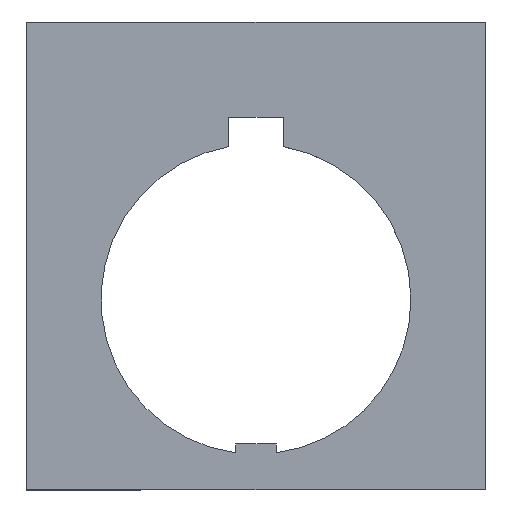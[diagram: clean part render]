
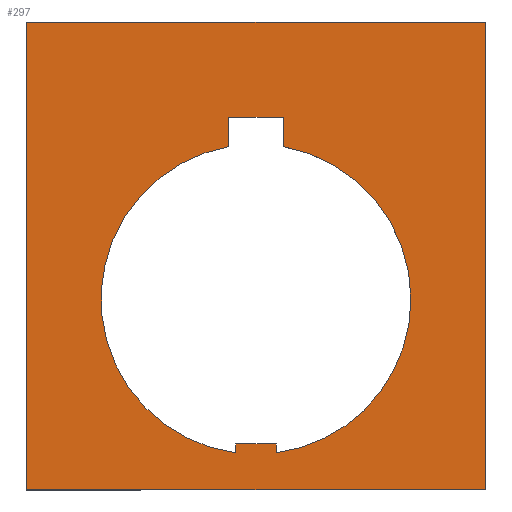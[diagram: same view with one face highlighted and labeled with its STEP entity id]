
A CAD part, top view. The second image highlights one B-rep face of the part: STEP entity #297.
In plain terms, the highlighted planar face has unit normal (0, 0, 1).
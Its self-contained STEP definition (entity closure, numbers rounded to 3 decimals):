
#7 = DIRECTION ( 'NONE',  ( 0., 0., 1. ) ) ;
#8 = DIRECTION ( 'NONE',  ( 1., 0., 0. ) ) ;
#10 = DIRECTION ( 'NONE',  ( 0., 1., 0. ) ) ;
#21 = VERTEX_POINT ( 'NONE', #299 ) ;
#23 = CARTESIAN_POINT ( 'NONE',  ( 15.15, -4.225, 0.85 ) ) ;
#35 = CARTESIAN_POINT ( 'NONE',  ( 0., 13.575, 0.85 ) ) ;
#41 = LINE ( 'NONE', #501, #344 ) ;
#45 = CARTESIAN_POINT ( 'NONE',  ( 0., 0., 0.85 ) ) ;
#51 = ORIENTED_EDGE ( 'NONE', *, *, #275, .T. ) ;
#61 = EDGE_CURVE ( 'NONE', #461, #321, #387, .T. ) ;
#65 = DIRECTION ( 'NONE',  ( -1., 0., 0. ) ) ;
#68 = DIRECTION ( 'NONE',  ( 0., 0., 1. ) ) ;
#74 = EDGE_LOOP ( 'NONE', ( #149, #85, #86, #114, #235, #223, #51, #376, #203 ) ) ;
#85 = ORIENTED_EDGE ( 'NONE', *, *, #281, .T. ) ;
#86 = ORIENTED_EDGE ( 'NONE', *, *, #410, .T. ) ;
#88 = DIRECTION ( 'NONE',  ( 1., 0., 0. ) ) ;
#90 = LINE ( 'NONE', #35, #499 ) ;
#92 = DIRECTION ( 'NONE',  ( -1., 0., 0. ) ) ;
#94 = CARTESIAN_POINT ( 'NONE',  ( 2., 0., 0.85 ) ) ;
#103 = CARTESIAN_POINT ( 'NONE',  ( -2., -18.375, 0.85 ) ) ;
#104 = AXIS2_PLACEMENT_3D ( 'NONE', #255, #134, #8 ) ;
#114 = ORIENTED_EDGE ( 'NONE', *, *, #477, .F. ) ;
#124 = DIRECTION ( 'NONE',  ( 0., 1., 0. ) ) ;
#125 = EDGE_CURVE ( 'NONE', #242, #408, #451, .T. ) ;
#126 = VECTOR ( 'NONE', #92, 1000. ) ;
#127 = VERTEX_POINT ( 'NONE', #23 ) ;
#134 = DIRECTION ( 'NONE',  ( 0., 0., 1. ) ) ;
#140 = CARTESIAN_POINT ( 'NONE',  ( -2., -19.242, 0.85 ) ) ;
#141 = LINE ( 'NONE', #423, #292 ) ;
#145 = CARTESIAN_POINT ( 'NONE',  ( 0., -18.375, 0.85 ) ) ;
#149 = ORIENTED_EDGE ( 'NONE', *, *, #254, .F. ) ;
#162 = LINE ( 'NONE', #425, #345 ) ;
#164 = VERTEX_POINT ( 'NONE', #343 ) ;
#167 = CIRCLE ( 'NONE', #395, 15.15 ) ;
#168 = AXIS2_PLACEMENT_3D ( 'NONE', #309, #68, #308 ) ;
#169 = EDGE_CURVE ( 'NONE', #164, #442, #162, .T. ) ;
#176 = DIRECTION ( 'NONE',  ( 0., 1., 0. ) ) ;
#178 = DIRECTION ( 'NONE',  ( 0., 0., 1. ) ) ;
#203 = ORIENTED_EDGE ( 'NONE', *, *, #349, .F. ) ;
#210 = EDGE_CURVE ( 'NONE', #363, #434, #301, .T. ) ;
#215 = VERTEX_POINT ( 'NONE', #350 ) ;
#223 = ORIENTED_EDGE ( 'NONE', *, *, #348, .T. ) ;
#226 = CARTESIAN_POINT ( 'NONE',  ( -22.4, 22.875, 0.85 ) ) ;
#231 = ORIENTED_EDGE ( 'NONE', *, *, #61, .T. ) ;
#235 = ORIENTED_EDGE ( 'NONE', *, *, #125, .F. ) ;
#236 = CARTESIAN_POINT ( 'NONE',  ( -22.4, -22.875, 0.85 ) ) ;
#242 = VERTEX_POINT ( 'NONE', #383 ) ;
#246 = CARTESIAN_POINT ( 'NONE',  ( 22.4, 22.875, 0.85 ) ) ;
#251 = CARTESIAN_POINT ( 'NONE',  ( -2.65, 0., 0.85 ) ) ;
#254 = EDGE_CURVE ( 'NONE', #481, #127, #508, .T. ) ;
#255 = CARTESIAN_POINT ( 'NONE',  ( 0., -4.225, 0.85 ) ) ;
#256 = CARTESIAN_POINT ( 'NONE',  ( 0., -4.225, 0.85 ) ) ;
#271 = VECTOR ( 'NONE', #10, 1000. ) ;
#275 = EDGE_CURVE ( 'NONE', #21, #442, #90, .T. ) ;
#277 = VECTOR ( 'NONE', #176, 1000. ) ;
#281 = EDGE_CURVE ( 'NONE', #481, #215, #325, .T. ) ;
#292 = VECTOR ( 'NONE', #314, 1000. ) ;
#293 = LINE ( 'NONE', #145, #419 ) ;
#294 = ORIENTED_EDGE ( 'NONE', *, *, #210, .F. ) ;
#297 = ADVANCED_FACE ( 'NONE', ( #465, #357 ), #327, .T. ) ;
#299 = CARTESIAN_POINT ( 'NONE',  ( -2.65, 13.575, 0.85 ) ) ;
#301 = LINE ( 'NONE', #236, #362 ) ;
#307 = ORIENTED_EDGE ( 'NONE', *, *, #440, .F. ) ;
#308 = DIRECTION ( 'NONE',  ( 1., 0., 0. ) ) ;
#309 = CARTESIAN_POINT ( 'NONE',  ( 0., -4.225, 0.85 ) ) ;
#314 = DIRECTION ( 'NONE',  ( 0., 1., 0. ) ) ;
#320 = VECTOR ( 'NONE', #379, 1000. ) ;
#321 = VERTEX_POINT ( 'NONE', #246 ) ;
#324 = CARTESIAN_POINT ( 'NONE',  ( 22.4, 22.875, 0.85 ) ) ;
#325 = LINE ( 'NONE', #94, #277 ) ;
#327 = PLANE ( 'NONE',  #404 ) ;
#343 = CARTESIAN_POINT ( 'NONE',  ( 2.65, 10.691, 0.85 ) ) ;
#344 = VECTOR ( 'NONE', #415, 1000. ) ;
#345 = VECTOR ( 'NONE', #378, 1000. ) ;
#348 = EDGE_CURVE ( 'NONE', #242, #21, #351, .T. ) ;
#349 = EDGE_CURVE ( 'NONE', #127, #164, #167, .T. ) ;
#350 = CARTESIAN_POINT ( 'NONE',  ( 2., -18.375, 0.85 ) ) ;
#351 = LINE ( 'NONE', #251, #271 ) ;
#357 = FACE_OUTER_BOUND ( 'NONE', #485, .T. ) ;
#362 = VECTOR ( 'NONE', #124, 1000. ) ;
#363 = VERTEX_POINT ( 'NONE', #490 ) ;
#364 = EDGE_CURVE ( 'NONE', #321, #434, #405, .T. ) ;
#376 = ORIENTED_EDGE ( 'NONE', *, *, #169, .F. ) ;
#378 = DIRECTION ( 'NONE',  ( 0., 1., 0. ) ) ;
#379 = DIRECTION ( 'NONE',  ( 0., 1., 0. ) ) ;
#383 = CARTESIAN_POINT ( 'NONE',  ( -2.65, 10.691, 0.85 ) ) ;
#387 = LINE ( 'NONE', #463, #320 ) ;
#393 = VERTEX_POINT ( 'NONE', #103 ) ;
#395 = AXIS2_PLACEMENT_3D ( 'NONE', #256, #7, #88 ) ;
#396 = DIRECTION ( 'NONE',  ( 1., 0., 0. ) ) ;
#401 = DIRECTION ( 'NONE',  ( 1., 0., 0. ) ) ;
#404 = AXIS2_PLACEMENT_3D ( 'NONE', #45, #178, #401 ) ;
#405 = LINE ( 'NONE', #324, #126 ) ;
#408 = VERTEX_POINT ( 'NONE', #140 ) ;
#410 = EDGE_CURVE ( 'NONE', #215, #393, #293, .T. ) ;
#415 = DIRECTION ( 'NONE',  ( -1., 0., 0. ) ) ;
#419 = VECTOR ( 'NONE', #65, 1000. ) ;
#423 = CARTESIAN_POINT ( 'NONE',  ( -2., 0., 0.85 ) ) ;
#425 = CARTESIAN_POINT ( 'NONE',  ( 2.65, 0., 0.85 ) ) ;
#432 = CARTESIAN_POINT ( 'NONE',  ( 22.4, -22.875, 0.85 ) ) ;
#434 = VERTEX_POINT ( 'NONE', #226 ) ;
#440 = EDGE_CURVE ( 'NONE', #461, #363, #41, .T. ) ;
#442 = VERTEX_POINT ( 'NONE', #496 ) ;
#451 = CIRCLE ( 'NONE', #168, 15.15 ) ;
#453 = CARTESIAN_POINT ( 'NONE',  ( 2., -19.242, 0.85 ) ) ;
#461 = VERTEX_POINT ( 'NONE', #432 ) ;
#463 = CARTESIAN_POINT ( 'NONE',  ( 22.4, -22.875, 0.85 ) ) ;
#465 = FACE_BOUND ( 'NONE', #74, .T. ) ;
#477 = EDGE_CURVE ( 'NONE', #408, #393, #141, .T. ) ;
#481 = VERTEX_POINT ( 'NONE', #453 ) ;
#485 = EDGE_LOOP ( 'NONE', ( #231, #509, #294, #307 ) ) ;
#490 = CARTESIAN_POINT ( 'NONE',  ( -22.4, -22.875, 0.85 ) ) ;
#496 = CARTESIAN_POINT ( 'NONE',  ( 2.65, 13.575, 0.85 ) ) ;
#499 = VECTOR ( 'NONE', #396, 1000. ) ;
#501 = CARTESIAN_POINT ( 'NONE',  ( 22.4, -22.875, 0.85 ) ) ;
#508 = CIRCLE ( 'NONE', #104, 15.15 ) ;
#509 = ORIENTED_EDGE ( 'NONE', *, *, #364, .T. ) ;
